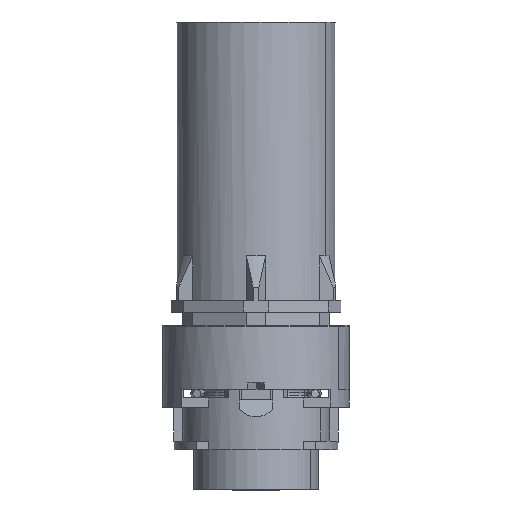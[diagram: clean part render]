
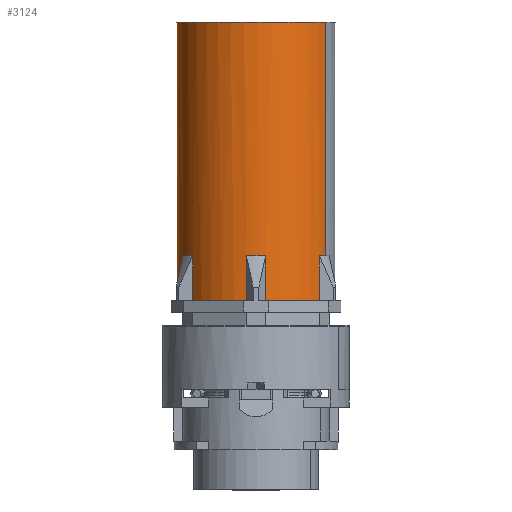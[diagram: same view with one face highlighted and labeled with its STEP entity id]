
A CAD part, left-side view. The second image highlights one B-rep face of the part: STEP entity #3124.
In plain terms, the highlighted cylindrical face has radius 14 mm (diameter 28 mm), a partial arc.
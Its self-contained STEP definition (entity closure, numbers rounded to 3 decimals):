
#2717=AXIS2_PLACEMENT_3D('Circle Axis2P3D',#2715,#2716,$) ;
#2834=AXIS2_PLACEMENT_3D('Circle Axis2P3D',#2832,#2833,$) ;
#2876=AXIS2_PLACEMENT_3D('Circle Axis2P3D',#2874,#2875,$) ;
#2932=AXIS2_PLACEMENT_3D('Circle Axis2P3D',#2930,#2931,$) ;
#2947=AXIS2_PLACEMENT_3D('Cylinder Axis2P3D',#2944,#2945,#2946) ;
#3046=AXIS2_PLACEMENT_3D('Circle Axis2P3D',#3044,#3045,$) ;
#3065=AXIS2_PLACEMENT_3D('Circle Axis2P3D',#3063,#3064,$) ;
#3084=AXIS2_PLACEMENT_3D('Circle Axis2P3D',#3082,#3083,$) ;
#3103=AXIS2_PLACEMENT_3D('Circle Axis2P3D',#3101,#3102,$) ;
#2710=CARTESIAN_POINT('Vertex',(11.039,29.391,33.4)) ;
#2715=CARTESIAN_POINT('Axis2P3D Location',(16.5,16.5,33.4)) ;
#2719=CARTESIAN_POINT('Vertex',(21.961,29.391,33.4)) ;
#2832=CARTESIAN_POINT('Axis2P3D Location',(16.5,16.5,33.4)) ;
#2836=CARTESIAN_POINT('Vertex',(8.067,5.325,33.4)) ;
#2838=CARTESIAN_POINT('Vertex',(2.606,14.784,33.4)) ;
#2874=CARTESIAN_POINT('Axis2P3D Location',(16.5,16.5,33.4)) ;
#2878=CARTESIAN_POINT('Vertex',(2.606,18.216,33.4)) ;
#2880=CARTESIAN_POINT('Vertex',(8.067,27.675,33.4)) ;
#2925=CARTESIAN_POINT('Vertex',(23.212,28.786,82.6)) ;
#2927=CARTESIAN_POINT('Vertex',(9.788,4.214,82.6)) ;
#2930=CARTESIAN_POINT('Axis2P3D Location',(16.5,16.5,82.6)) ;
#2944=CARTESIAN_POINT('Axis2P3D Location',(16.5,16.5,51.35)) ;
#2955=CARTESIAN_POINT('Vertex',(9.788,4.214,41.339)) ;
#3012=CARTESIAN_POINT('Vertex',(23.212,28.786,41.339)) ;
#3015=CARTESIAN_POINT('Line Origine',(23.212,28.786,57.)) ;
#3020=CARTESIAN_POINT('Line Origine',(9.788,4.214,57.)) ;
#3044=CARTESIAN_POINT('Axis2P3D Location',(16.5,16.5,41.339)) ;
#3048=CARTESIAN_POINT('Vertex',(21.961,29.391,41.339)) ;
#3051=CARTESIAN_POINT('Line Origine',(21.961,29.391,57.)) ;
#3056=CARTESIAN_POINT('Line Origine',(11.039,29.391,57.)) ;
#3060=CARTESIAN_POINT('Vertex',(11.039,29.391,41.339)) ;
#3063=CARTESIAN_POINT('Axis2P3D Location',(16.5,16.5,41.339)) ;
#3067=CARTESIAN_POINT('Vertex',(8.067,27.675,41.339)) ;
#3070=CARTESIAN_POINT('Line Origine',(8.067,27.675,57.)) ;
#3075=CARTESIAN_POINT('Line Origine',(2.606,18.216,57.)) ;
#3079=CARTESIAN_POINT('Vertex',(2.606,18.216,41.339)) ;
#3082=CARTESIAN_POINT('Axis2P3D Location',(16.5,16.5,41.339)) ;
#3086=CARTESIAN_POINT('Vertex',(2.606,14.784,41.339)) ;
#3089=CARTESIAN_POINT('Line Origine',(2.606,14.784,57.)) ;
#3094=CARTESIAN_POINT('Line Origine',(8.067,5.325,57.)) ;
#3098=CARTESIAN_POINT('Vertex',(8.067,5.325,41.339)) ;
#3101=CARTESIAN_POINT('Axis2P3D Location',(16.5,16.5,41.339)) ;
#2716=DIRECTION('Axis2P3D Direction',(0.,0.,-1.)) ;
#2833=DIRECTION('Axis2P3D Direction',(0.,0.,-1.)) ;
#2875=DIRECTION('Axis2P3D Direction',(0.,0.,-1.)) ;
#2931=DIRECTION('Axis2P3D Direction',(0.,0.,-1.)) ;
#2945=DIRECTION('Axis2P3D Direction',(0.,0.,-1.)) ;
#2946=DIRECTION('Axis2P3D XDirection',(0.479,0.878,0.)) ;
#3016=DIRECTION('Vector Direction',(0.,0.,-1.)) ;
#3021=DIRECTION('Vector Direction',(0.,0.,-1.)) ;
#3045=DIRECTION('Axis2P3D Direction',(0.,0.,-1.)) ;
#3052=DIRECTION('Vector Direction',(0.,0.,-1.)) ;
#3057=DIRECTION('Vector Direction',(0.,0.,-1.)) ;
#3064=DIRECTION('Axis2P3D Direction',(0.,0.,-1.)) ;
#3071=DIRECTION('Vector Direction',(0.,0.,-1.)) ;
#3076=DIRECTION('Vector Direction',(0.,0.,-1.)) ;
#3083=DIRECTION('Axis2P3D Direction',(0.,0.,-1.)) ;
#3090=DIRECTION('Vector Direction',(0.,0.,-1.)) ;
#3095=DIRECTION('Vector Direction',(0.,0.,-1.)) ;
#3102=DIRECTION('Axis2P3D Direction',(0.,0.,-1.)) ;
#3017=VECTOR('Line Direction',#3016,1.) ;
#3022=VECTOR('Line Direction',#3021,1.) ;
#3053=VECTOR('Line Direction',#3052,1.) ;
#3058=VECTOR('Line Direction',#3057,1.) ;
#3072=VECTOR('Line Direction',#3071,1.) ;
#3077=VECTOR('Line Direction',#3076,1.) ;
#3091=VECTOR('Line Direction',#3090,1.) ;
#3096=VECTOR('Line Direction',#3095,1.) ;
#3107=ORIENTED_EDGE('',*,*,#3050,.F.) ;
#3108=ORIENTED_EDGE('',*,*,#3055,.F.) ;
#3109=ORIENTED_EDGE('',*,*,#2721,.F.) ;
#3110=ORIENTED_EDGE('',*,*,#3062,.T.) ;
#3111=ORIENTED_EDGE('',*,*,#3069,.F.) ;
#3112=ORIENTED_EDGE('',*,*,#3074,.F.) ;
#3113=ORIENTED_EDGE('',*,*,#2882,.F.) ;
#3114=ORIENTED_EDGE('',*,*,#3081,.T.) ;
#3115=ORIENTED_EDGE('',*,*,#3088,.F.) ;
#3116=ORIENTED_EDGE('',*,*,#3093,.F.) ;
#3117=ORIENTED_EDGE('',*,*,#2840,.F.) ;
#3118=ORIENTED_EDGE('',*,*,#3100,.T.) ;
#3119=ORIENTED_EDGE('',*,*,#3105,.T.) ;
#3120=ORIENTED_EDGE('',*,*,#3024,.T.) ;
#3121=ORIENTED_EDGE('',*,*,#2934,.T.) ;
#3122=ORIENTED_EDGE('',*,*,#3019,.F.) ;
#3124=ADVANCED_FACE('Hauptk\X2\00F6\X0\rper',(#3123),#2948,.T.) ;
#2718=CIRCLE('generated circle',#2717,14.) ;
#2835=CIRCLE('generated circle',#2834,14.) ;
#2877=CIRCLE('generated circle',#2876,14.) ;
#2933=CIRCLE('generated circle',#2932,14.) ;
#3047=CIRCLE('generated circle',#3046,14.) ;
#3066=CIRCLE('generated circle',#3065,14.) ;
#3085=CIRCLE('generated circle',#3084,14.) ;
#3104=CIRCLE('generated circle',#3103,14.) ;
#2948=CYLINDRICAL_SURFACE('generated cylinder',#2947,14.) ;
#2721=EDGE_CURVE('',#2711,#2720,#2718,.T.) ;
#2840=EDGE_CURVE('',#2837,#2839,#2835,.T.) ;
#2882=EDGE_CURVE('',#2879,#2881,#2877,.T.) ;
#2934=EDGE_CURVE('',#2928,#2926,#2933,.T.) ;
#3019=EDGE_CURVE('',#3013,#2926,#3018,.F.) ;
#3024=EDGE_CURVE('',#2956,#2928,#3023,.F.) ;
#3050=EDGE_CURVE('',#3049,#3013,#3047,.T.) ;
#3055=EDGE_CURVE('',#2720,#3049,#3054,.F.) ;
#3062=EDGE_CURVE('',#2711,#3061,#3059,.F.) ;
#3069=EDGE_CURVE('',#3068,#3061,#3066,.T.) ;
#3074=EDGE_CURVE('',#2881,#3068,#3073,.F.) ;
#3081=EDGE_CURVE('',#2879,#3080,#3078,.F.) ;
#3088=EDGE_CURVE('',#3087,#3080,#3085,.T.) ;
#3093=EDGE_CURVE('',#2839,#3087,#3092,.F.) ;
#3100=EDGE_CURVE('',#2837,#3099,#3097,.F.) ;
#3105=EDGE_CURVE('',#3099,#2956,#3104,.F.) ;
#3106=EDGE_LOOP('',(#3107,#3108,#3109,#3110,#3111,#3112,#3113,#3114,#3115,#3116,#3117,#3118,#3119,#3120,#3121,#3122)) ;
#3123=FACE_OUTER_BOUND('',#3106,.T.) ;
#3018=LINE('Line',#3015,#3017) ;
#3023=LINE('Line',#3020,#3022) ;
#3054=LINE('Line',#3051,#3053) ;
#3059=LINE('Line',#3056,#3058) ;
#3073=LINE('Line',#3070,#3072) ;
#3078=LINE('Line',#3075,#3077) ;
#3092=LINE('Line',#3089,#3091) ;
#3097=LINE('Line',#3094,#3096) ;
#2711=VERTEX_POINT('',#2710) ;
#2720=VERTEX_POINT('',#2719) ;
#2837=VERTEX_POINT('',#2836) ;
#2839=VERTEX_POINT('',#2838) ;
#2879=VERTEX_POINT('',#2878) ;
#2881=VERTEX_POINT('',#2880) ;
#2926=VERTEX_POINT('',#2925) ;
#2928=VERTEX_POINT('',#2927) ;
#2956=VERTEX_POINT('',#2955) ;
#3013=VERTEX_POINT('',#3012) ;
#3049=VERTEX_POINT('',#3048) ;
#3061=VERTEX_POINT('',#3060) ;
#3068=VERTEX_POINT('',#3067) ;
#3080=VERTEX_POINT('',#3079) ;
#3087=VERTEX_POINT('',#3086) ;
#3099=VERTEX_POINT('',#3098) ;
